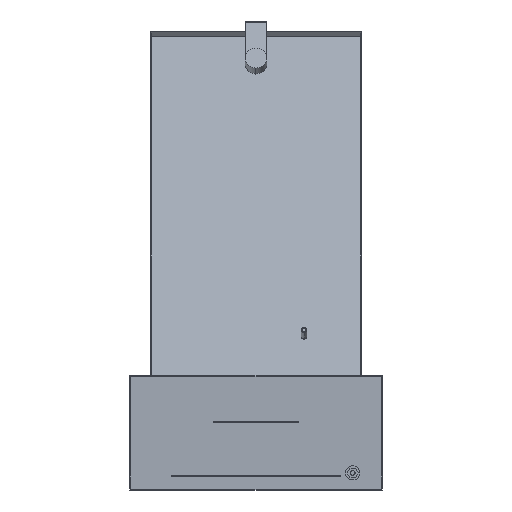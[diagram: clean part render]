
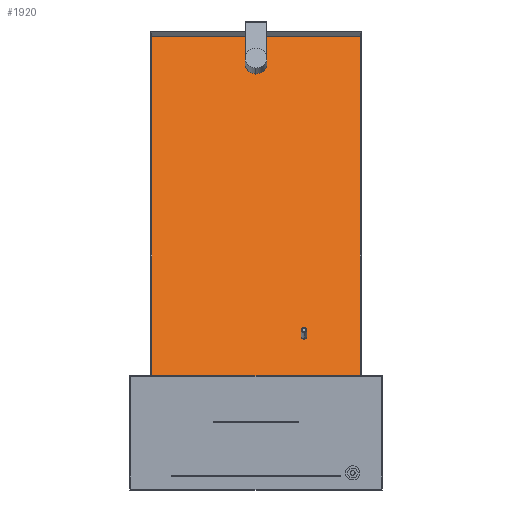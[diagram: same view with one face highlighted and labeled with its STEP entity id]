
A CAD part, left-side view. The second image highlights one B-rep face of the part: STEP entity #1920.
In plain terms, the highlighted face is planar.
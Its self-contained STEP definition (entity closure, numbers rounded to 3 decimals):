
#53 = CARTESIAN_POINT ( 'NONE',  ( 135., -50.5, -1. ) ) ;
#201 = VECTOR ( 'NONE', #2018, 1000. ) ;
#313 = CARTESIAN_POINT ( 'NONE',  ( 197., -109.5, -1. ) ) ;
#338 = CARTESIAN_POINT ( 'NONE',  ( -197., -109.5, -1. ) ) ;
#343 = VECTOR ( 'NONE', #7522, 1000. ) ;
#376 = AXIS2_PLACEMENT_3D ( 'NONE', #2739, #3580, #6769 ) ;
#524 = LINE ( 'NONE', #6696, #1325 ) ;
#598 = CIRCLE ( 'NONE', #7064, 3. ) ;
#605 = CARTESIAN_POINT ( 'NONE',  ( 141., -50.5, -1. ) ) ;
#722 = PLANE ( 'NONE',  #8569 ) ;
#890 = CIRCLE ( 'NONE', #8414, 11.5 ) ;
#997 = VERTEX_POINT ( 'NONE', #338 ) ;
#1325 = VECTOR ( 'NONE', #8647, 1000. ) ;
#1424 = CARTESIAN_POINT ( 'NONE',  ( 0., 0., -1. ) ) ;
#1471 = CARTESIAN_POINT ( 'NONE',  ( -155.5, 0., -1. ) ) ;
#1475 = EDGE_CURVE ( 'NONE', #2426, #997, #524, .T. ) ;
#1560 = ORIENTED_EDGE ( 'NONE', *, *, #1768, .F. ) ;
#1768 = EDGE_CURVE ( 'NONE', #2811, #2426, #6147, .T. ) ;
#1879 = CARTESIAN_POINT ( 'NONE',  ( 197., 109.5, -1. ) ) ;
#1920 = ADVANCED_FACE ( 'NONE', ( #6167, #6018, #5886 ), #722, .F. ) ;
#2018 = DIRECTION ( 'NONE',  ( 0., 1., 0. ) ) ;
#2091 = EDGE_CURVE ( 'NONE', #3713, #2811, #2291, .T. ) ;
#2120 = DIRECTION ( 'NONE',  ( 1., 0., 0. ) ) ;
#2132 = DIRECTION ( 'NONE',  ( 1., 0., 0. ) ) ;
#2181 = ORIENTED_EDGE ( 'NONE', *, *, #1475, .F. ) ;
#2269 = ORIENTED_EDGE ( 'NONE', *, *, #2091, .F. ) ;
#2291 = LINE ( 'NONE', #4028, #201 ) ;
#2426 = VERTEX_POINT ( 'NONE', #2981 ) ;
#2550 = DIRECTION ( 'NONE',  ( 0., 0., 1. ) ) ;
#2585 = EDGE_LOOP ( 'NONE', ( #2181, #1560, #2269, #3542 ) ) ;
#2739 = CARTESIAN_POINT ( 'NONE',  ( 138., -50.5, -1. ) ) ;
#2772 = CARTESIAN_POINT ( 'NONE',  ( -167., 0., -1. ) ) ;
#2811 = VERTEX_POINT ( 'NONE', #1879 ) ;
#2981 = CARTESIAN_POINT ( 'NONE',  ( -197., 109.5, -1. ) ) ;
#3184 = VERTEX_POINT ( 'NONE', #5388 ) ;
#3380 = EDGE_CURVE ( 'NONE', #997, #3713, #3779, .T. ) ;
#3411 = CARTESIAN_POINT ( 'NONE',  ( 0., 109.5, -1. ) ) ;
#3542 = ORIENTED_EDGE ( 'NONE', *, *, #3380, .F. ) ;
#3580 = DIRECTION ( 'NONE',  ( 0., 0., -1. ) ) ;
#3713 = VERTEX_POINT ( 'NONE', #313 ) ;
#3757 = DIRECTION ( 'NONE',  ( 0., 0., 1. ) ) ;
#3779 = LINE ( 'NONE', #4947, #343 ) ;
#4028 = CARTESIAN_POINT ( 'NONE',  ( 197., 0., -1. ) ) ;
#4409 = VERTEX_POINT ( 'NONE', #605 ) ;
#4431 = DIRECTION ( 'NONE',  ( 1., 0., 0. ) ) ;
#4559 = EDGE_LOOP ( 'NONE', ( #7738, #6813 ) ) ;
#4561 = DIRECTION ( 'NONE',  ( -1., 0., 0. ) ) ;
#4711 = AXIS2_PLACEMENT_3D ( 'NONE', #2772, #3757, #7791 ) ;
#4947 = CARTESIAN_POINT ( 'NONE',  ( 0., -109.5, -1. ) ) ;
#5001 = CARTESIAN_POINT ( 'NONE',  ( -167., 0., -1. ) ) ;
#5010 = CARTESIAN_POINT ( 'NONE',  ( 138., -50.5, -1. ) ) ;
#5166 = ORIENTED_EDGE ( 'NONE', *, *, #6349, .T. ) ;
#5388 = CARTESIAN_POINT ( 'NONE',  ( -178.5, 0., -1. ) ) ;
#5724 = ORIENTED_EDGE ( 'NONE', *, *, #7651, .T. ) ;
#5885 = DIRECTION ( 'NONE',  ( 0., 0., -1. ) ) ;
#5886 = FACE_BOUND ( 'NONE', #4559, .T. ) ;
#5929 = EDGE_LOOP ( 'NONE', ( #5166, #5724 ) ) ;
#6018 = FACE_OUTER_BOUND ( 'NONE', #2585, .T. ) ;
#6147 = LINE ( 'NONE', #3411, #6333 ) ;
#6167 = FACE_BOUND ( 'NONE', #5929, .T. ) ;
#6309 = VERTEX_POINT ( 'NONE', #1471 ) ;
#6333 = VECTOR ( 'NONE', #4561, 1000. ) ;
#6349 = EDGE_CURVE ( 'NONE', #6309, #3184, #8256, .T. ) ;
#6478 = DIRECTION ( 'NONE',  ( 0., 0., 1. ) ) ;
#6696 = CARTESIAN_POINT ( 'NONE',  ( -197., 0., -1. ) ) ;
#6769 = DIRECTION ( 'NONE',  ( 1., 0., 0. ) ) ;
#6813 = ORIENTED_EDGE ( 'NONE', *, *, #8057, .F. ) ;
#7064 = AXIS2_PLACEMENT_3D ( 'NONE', #5010, #5885, #2132 ) ;
#7522 = DIRECTION ( 'NONE',  ( 1., 0., 0. ) ) ;
#7651 = EDGE_CURVE ( 'NONE', #3184, #6309, #890, .T. ) ;
#7738 = ORIENTED_EDGE ( 'NONE', *, *, #7901, .F. ) ;
#7791 = DIRECTION ( 'NONE',  ( 1., 0., 0. ) ) ;
#7901 = EDGE_CURVE ( 'NONE', #4409, #8662, #598, .T. ) ;
#8027 = CIRCLE ( 'NONE', #376, 3. ) ;
#8057 = EDGE_CURVE ( 'NONE', #8662, #4409, #8027, .T. ) ;
#8256 = CIRCLE ( 'NONE', #4711, 11.5 ) ;
#8414 = AXIS2_PLACEMENT_3D ( 'NONE', #5001, #2550, #2120 ) ;
#8569 = AXIS2_PLACEMENT_3D ( 'NONE', #1424, #6478, #4431 ) ;
#8647 = DIRECTION ( 'NONE',  ( 0., -1., 0. ) ) ;
#8662 = VERTEX_POINT ( 'NONE', #53 ) ;
